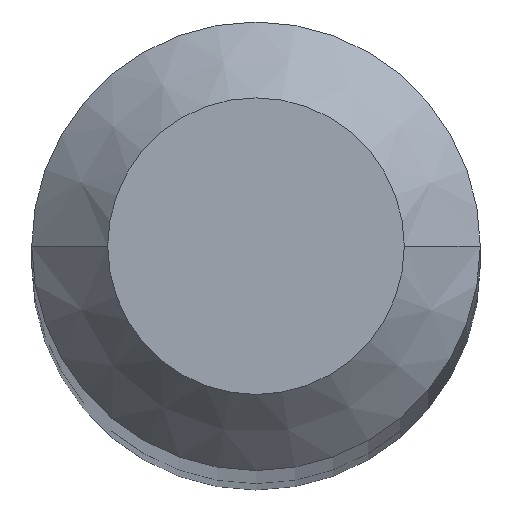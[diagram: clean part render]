
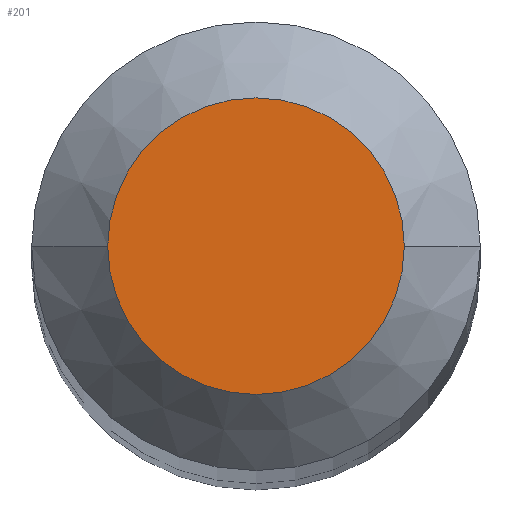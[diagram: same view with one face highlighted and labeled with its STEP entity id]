
A CAD part, top view. The second image highlights one B-rep face of the part: STEP entity #201.
In plain terms, the highlighted planar face has unit normal (0, 0, 1).
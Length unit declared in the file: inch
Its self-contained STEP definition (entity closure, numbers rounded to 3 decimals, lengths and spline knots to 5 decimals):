
#12 = ORIENTED_EDGE ( 'NONE', *, *, #216, .T. ) ;
#30 = ORIENTED_EDGE ( 'NONE', *, *, #58, .T. ) ;
#31 = AXIS2_PLACEMENT_3D ( 'NONE', #190, #137, #359 ) ;
#39 = AXIS2_PLACEMENT_3D ( 'NONE', #249, #297, #271 ) ;
#58 = EDGE_CURVE ( 'NONE', #149, #307, #119, .T. ) ;
#80 = FACE_OUTER_BOUND ( 'NONE', #200, .T. ) ;
#111 = CIRCLE ( 'NONE', #39, 0.03905 ) ;
#119 = CIRCLE ( 'NONE', #338, 0.03905 ) ;
#124 = CARTESIAN_POINT ( 'NONE',  ( 0.03905, 0., 0. ) ) ;
#126 = DIRECTION ( 'NONE',  ( 0., 0., 1. ) ) ;
#137 = DIRECTION ( 'NONE',  ( 0., 0., -1. ) ) ;
#149 = VERTEX_POINT ( 'NONE', #243 ) ;
#162 = PLANE ( 'NONE',  #31 ) ;
#190 = CARTESIAN_POINT ( 'NONE',  ( 0., 0.03905, 0. ) ) ;
#200 = EDGE_LOOP ( 'NONE', ( #30, #12 ) ) ;
#201 = ADVANCED_FACE ( 'NONE', ( #80 ), #162, .F. ) ;
#207 = CARTESIAN_POINT ( 'NONE',  ( 0., 0., 0. ) ) ;
#216 = EDGE_CURVE ( 'NONE', #307, #149, #111, .T. ) ;
#243 = CARTESIAN_POINT ( 'NONE',  ( -0.03905, 0., 0. ) ) ;
#249 = CARTESIAN_POINT ( 'NONE',  ( 0., 0., 0. ) ) ;
#271 = DIRECTION ( 'NONE',  ( 1., 0., 0. ) ) ;
#297 = DIRECTION ( 'NONE',  ( 0., 0., 1. ) ) ;
#307 = VERTEX_POINT ( 'NONE', #124 ) ;
#338 = AXIS2_PLACEMENT_3D ( 'NONE', #207, #126, #355 ) ;
#355 = DIRECTION ( 'NONE',  ( 1., 0., 0. ) ) ;
#359 = DIRECTION ( 'NONE',  ( -1., 0., 0. ) ) ;
